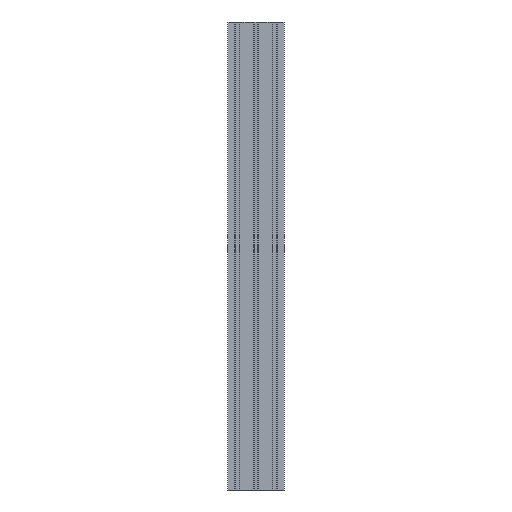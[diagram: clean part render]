
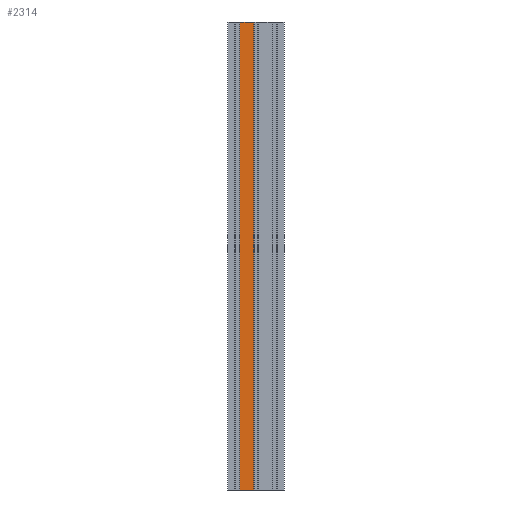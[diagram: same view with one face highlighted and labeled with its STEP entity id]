
A CAD part, left-side view. The second image highlights one B-rep face of the part: STEP entity #2314.
In plain terms, the highlighted planar face has unit normal (-1, 0, 0).
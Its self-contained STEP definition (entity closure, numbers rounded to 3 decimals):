
#221 = VERTEX_POINT ( 'NONE', #9609 ) ;
#432 = VERTEX_POINT ( 'NONE', #1207 ) ;
#843 = AXIS2_PLACEMENT_3D ( 'NONE', #4889, #8950, #3316 ) ;
#1071 = LINE ( 'NONE', #6865, #9064 ) ;
#1200 = VECTOR ( 'NONE', #10601, 1000. ) ;
#1207 = CARTESIAN_POINT ( 'NONE',  ( -40., 34.8, 1000. ) ) ;
#1290 = DIRECTION ( 'NONE',  ( 0., 0., -1. ) ) ;
#2142 = EDGE_LOOP ( 'NONE', ( #6257, #3040, #2843, #9593 ) ) ;
#2282 = VECTOR ( 'NONE', #6934, 1000. ) ;
#2314 = ADVANCED_FACE ( 'NONE', ( #4835 ), #8138, .T. ) ;
#2591 = EDGE_CURVE ( 'NONE', #3439, #221, #5676, .T. ) ;
#2843 = ORIENTED_EDGE ( 'NONE', *, *, #5376, .T. ) ;
#3040 = ORIENTED_EDGE ( 'NONE', *, *, #4705, .F. ) ;
#3316 = DIRECTION ( 'NONE',  ( 0., 0., 1. ) ) ;
#3439 = VERTEX_POINT ( 'NONE', #6470 ) ;
#3729 = CARTESIAN_POINT ( 'NONE',  ( -40., 34.8, 1000. ) ) ;
#3860 = VERTEX_POINT ( 'NONE', #4667 ) ;
#4309 = EDGE_CURVE ( 'NONE', #432, #221, #6993, .T. ) ;
#4667 = CARTESIAN_POINT ( 'NONE',  ( -40., 5.2, 1000. ) ) ;
#4705 = EDGE_CURVE ( 'NONE', #3860, #3439, #1071, .T. ) ;
#4835 = FACE_OUTER_BOUND ( 'NONE', #2142, .T. ) ;
#4889 = CARTESIAN_POINT ( 'NONE',  ( -40., 0., 1000. ) ) ;
#5376 = EDGE_CURVE ( 'NONE', #3860, #432, #9881, .T. ) ;
#5676 = LINE ( 'NONE', #8817, #1200 ) ;
#6257 = ORIENTED_EDGE ( 'NONE', *, *, #2591, .F. ) ;
#6470 = CARTESIAN_POINT ( 'NONE',  ( -40., 5.2, 0. ) ) ;
#6865 = CARTESIAN_POINT ( 'NONE',  ( -40., 5.2, 1000. ) ) ;
#6934 = DIRECTION ( 'NONE',  ( 0., 0., -1. ) ) ;
#6993 = LINE ( 'NONE', #3729, #2282 ) ;
#7338 = CARTESIAN_POINT ( 'NONE',  ( -40., 0., 1000. ) ) ;
#8138 = PLANE ( 'NONE',  #843 ) ;
#8817 = CARTESIAN_POINT ( 'NONE',  ( -40., 0., 0. ) ) ;
#8950 = DIRECTION ( 'NONE',  ( -1., 0., 0. ) ) ;
#9064 = VECTOR ( 'NONE', #1290, 1000. ) ;
#9593 = ORIENTED_EDGE ( 'NONE', *, *, #4309, .T. ) ;
#9609 = CARTESIAN_POINT ( 'NONE',  ( -40., 34.8, 0. ) ) ;
#9881 = LINE ( 'NONE', #7338, #10003 ) ;
#10003 = VECTOR ( 'NONE', #10684, 1000. ) ;
#10601 = DIRECTION ( 'NONE',  ( 0., 1., 0. ) ) ;
#10684 = DIRECTION ( 'NONE',  ( 0., 1., 0. ) ) ;
